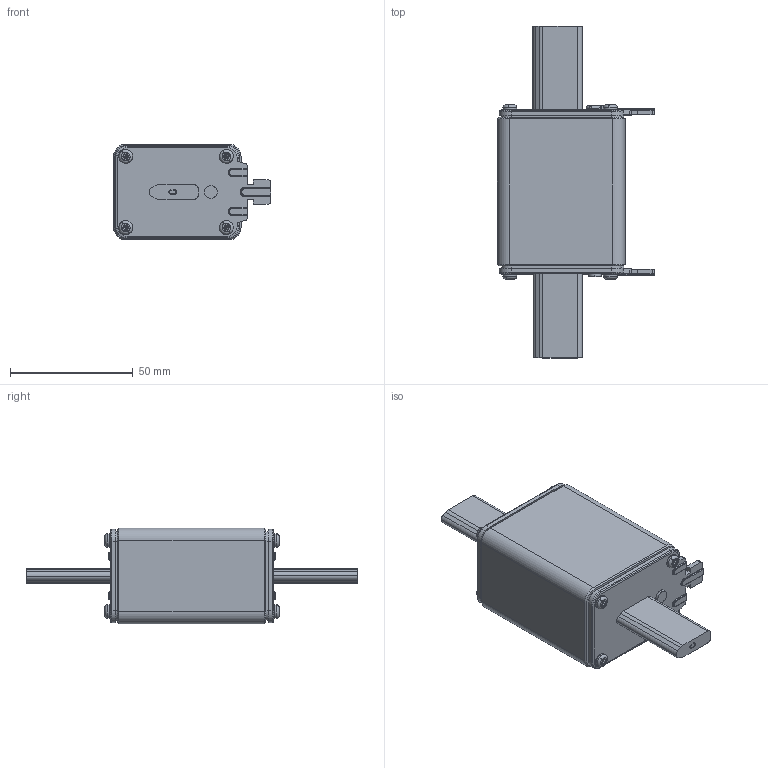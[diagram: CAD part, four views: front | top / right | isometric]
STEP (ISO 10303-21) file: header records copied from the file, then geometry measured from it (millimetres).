
FILE_DESCRIPTION (( 'STEP AP203' ), '1' );
FILE_NAME ('Assy -461.step', '2017-12-08T05:06:25', ( '' ), ( '' ), 'SwSTEP 2.0', 'SolidWorks 2013', '' );
FILE_SCHEMA (( 'CONFIG_CONTROL_DESIGN' ));
Length unit declared in the file: millimetre
Products named in the file (1): Assy -461
Bounding box: 64 x 135.3 x 39 mm (x, y, z)
Volume: 141261 mm3; surface area: 24075.2 mm2
Topology: 1 solids, 1 shells, 806 faces, 2124 edges, 1225 vertices
Faces by surface type: cylinder 281, cone 178, plane 155, bspline 136, torus 54, sphere 2
Entity records: 30839 total; most frequent: CARTESIAN_POINT 11788, ORIENTED_EDGE 4104, DIRECTION 3784, EDGE_CURVE 2052, AXIS2_PLACEMENT_3D 1429, VERTEX_POINT 1225, LINE 926, VECTOR 926
